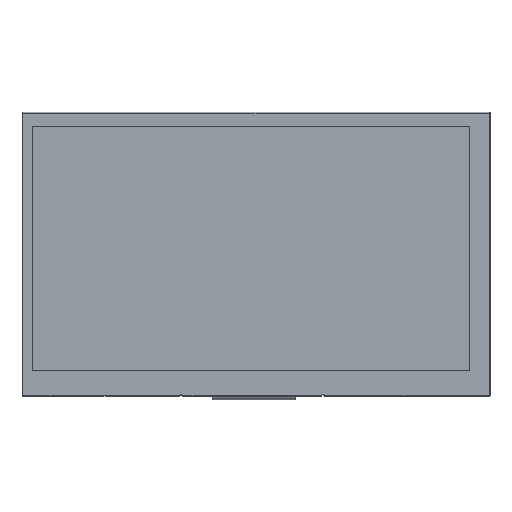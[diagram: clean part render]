
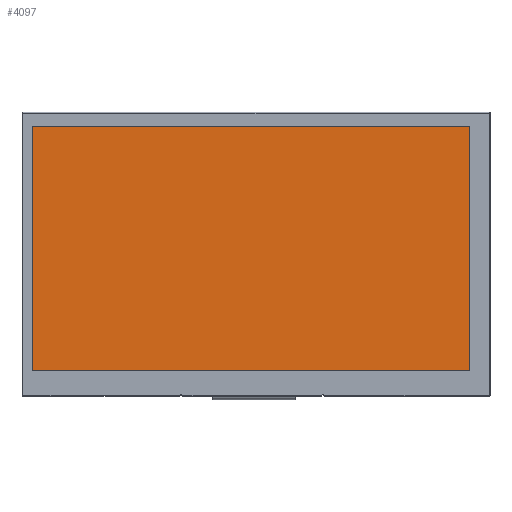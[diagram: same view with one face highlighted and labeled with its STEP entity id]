
A CAD part, top view. The second image highlights one B-rep face of the part: STEP entity #4097.
In plain terms, the highlighted planar face has unit normal (0, 0, 1).
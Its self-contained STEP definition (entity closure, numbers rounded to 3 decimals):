
#137=FACE_OUTER_BOUND('',#348,.T.);
#348=EDGE_LOOP('',(#2710,#2711,#2712,#2713));
#558=LINE('',#5694,#1124);
#562=LINE('',#5701,#1128);
#565=LINE('',#5707,#1131);
#567=LINE('',#5710,#1133);
#1124=VECTOR('',#4631,10.);
#1128=VECTOR('',#4637,10.);
#1131=VECTOR('',#4642,10.);
#1133=VECTOR('',#4646,10.);
#1690=VERTEX_POINT('',#5691);
#1691=VERTEX_POINT('',#5693);
#1693=VERTEX_POINT('',#5699);
#1695=VERTEX_POINT('',#5705);
#2090=EDGE_CURVE('',#1690,#1691,#558,.T.);
#2094=EDGE_CURVE('',#1693,#1690,#562,.T.);
#2097=EDGE_CURVE('',#1695,#1693,#565,.T.);
#2099=EDGE_CURVE('',#1691,#1695,#567,.T.);
#2710=ORIENTED_EDGE('',*,*,#2099,.F.);
#2711=ORIENTED_EDGE('',*,*,#2090,.F.);
#2712=ORIENTED_EDGE('',*,*,#2094,.F.);
#2713=ORIENTED_EDGE('',*,*,#2097,.F.);
#3910=PLANE('',#4381);
#4097=ADVANCED_FACE('',(#137),#3910,.F.);
#4381=AXIS2_PLACEMENT_3D('',#5711,#4647,#4648);
#4631=DIRECTION('',(0.,1.,0.));
#4637=DIRECTION('',(-1.,0.,0.));
#4642=DIRECTION('',(0.,-1.,0.));
#4646=DIRECTION('',(1.,0.,0.));
#4647=DIRECTION('center_axis',(0.,0.,-1.));
#4648=DIRECTION('ref_axis',(-1.,0.,0.));
#5691=CARTESIAN_POINT('',(4.335,10.12,5.4));
#5693=CARTESIAN_POINT('',(4.335,96.04,5.4));
#5694=CARTESIAN_POINT('',(4.335,10.12,5.4));
#5699=CARTESIAN_POINT('',(158.55,10.12,5.4));
#5701=CARTESIAN_POINT('',(158.55,10.12,5.4));
#5705=CARTESIAN_POINT('',(158.55,96.04,5.4));
#5707=CARTESIAN_POINT('',(158.55,96.04,5.4));
#5710=CARTESIAN_POINT('',(4.335,96.04,5.4));
#5711=CARTESIAN_POINT('Origin',(81.443,53.08,5.4));
